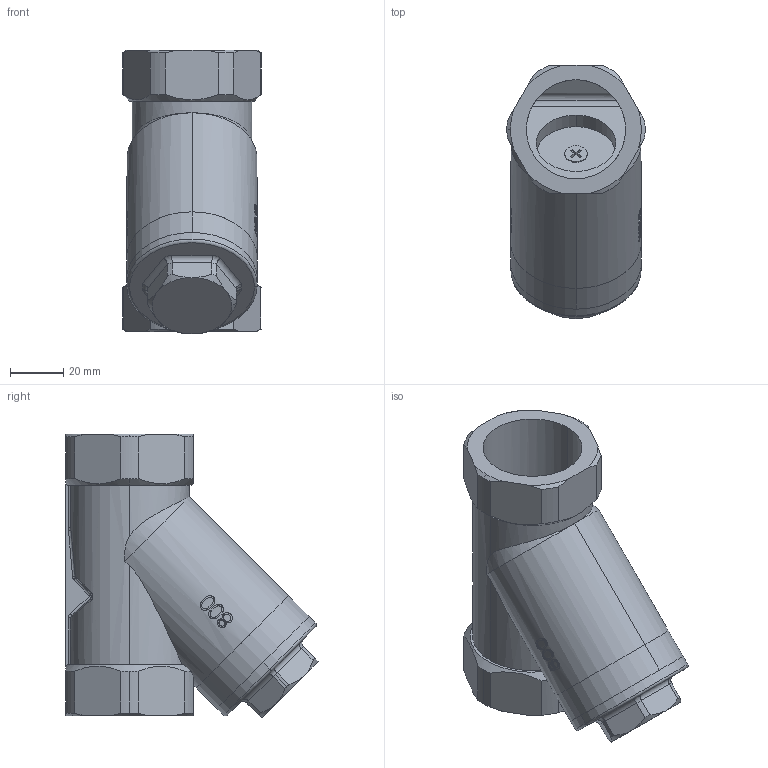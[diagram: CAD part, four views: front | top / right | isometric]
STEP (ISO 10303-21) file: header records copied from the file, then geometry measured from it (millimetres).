
FILE_DESCRIPTION (( 'STEP AP214' ), '1' );
FILE_NAME ('602 DN32.STEP', '2018-08-03T13:39:40', ( '' ), ( '' ), 'SwSTEP 2.0', 'SolidWorks 2015', '' );
FILE_SCHEMA (( 'AUTOMOTIVE_DESIGN' ));
Length unit declared in the file: millimetre
Products named in the file (8): ENG-025114___; ENG-025118___; 602 DN32; ENG-025115___; ENG-025116___; ENG-025113___; ENG-025119___; ENG-025117___
Assembly tree (7 placements, depth 2):
  602 DN32
    ENG-025114___
    ENG-025118___
    ENG-025116___
    ENG-025115___
    ENG-025113___
    ENG-025117___
    ENG-025119___
Bounding box: 52 x 95.03 x 106.78 mm (x, y, z)
Volume: 128527.7 mm3; surface area: 60975.6 mm2
Topology: 7 solids, 7 shells, 412 faces, 1042 edges, 666 vertices
Faces by surface type: plane 142, cylinder 119, bspline 75, cone 52, torus 20, sphere 4
Entity records: 20732 total; most frequent: CARTESIAN_POINT 11046, ORIENTED_EDGE 2072, DIRECTION 1742, EDGE_CURVE 1036, VERTEX_POINT 664, AXIS2_PLACEMENT_3D 663, EDGE_LOOP 452, VECTOR 416
